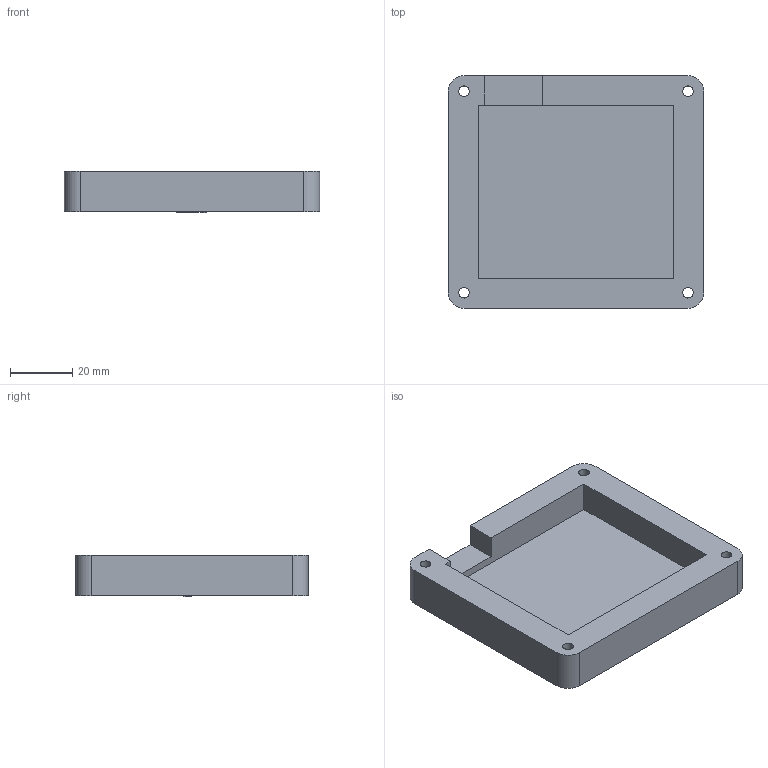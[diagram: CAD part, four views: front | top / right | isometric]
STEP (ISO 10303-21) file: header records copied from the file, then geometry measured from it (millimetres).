
FILE_DESCRIPTION(/* description */ (''),/* implementation_level */ '2;1');
FILE_NAME(/* name */ 'mistpad base.step',/* time_stamp */ '2026-01-06T19:51:18+08:00',/* author */ (''),/* organization */ (''),/* preprocessor_version */ 'ST-DEVELOPER v20.1',/* originating_system */ 'Autodesk Translation Framework v14.21.0.0',/* authorisation */ '');
FILE_SCHEMA (('AUTOMOTIVE_DESIGN { 1 0 10303 214 3 1 1 }'));
Length unit declared in the file: millimetre
Products named in the file (2): Mistpad; Mistpad_1
Assembly tree (1 placements, depth 2):
  Mistpad
    Mistpad_1
Bounding box: 81.7 x 74.5 x 13.2 mm (x, y, z)
Volume: 42022.1 mm3; surface area: 18905.6 mm2
Topology: 1 solids, 1 shells, 199 faces, 546 edges, 364 vertices
Faces by surface type: bspline 109, plane 78, cylinder 12
Full cylindrical faces by diameter (mm): 3.4 x4, 6 x4
Entity records: 7370 total; most frequent: CARTESIAN_POINT 2965, ORIENTED_EDGE 1092, EDGE_CURVE 546, DIRECTION 538, VERTEX_POINT 364, LINE 304, VECTOR 304, EDGE_LOOP 222
